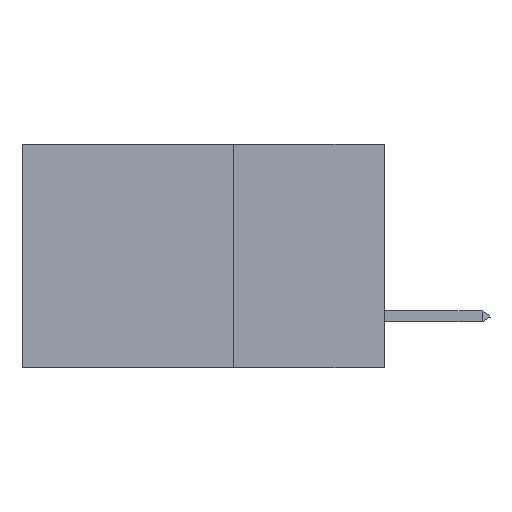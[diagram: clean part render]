
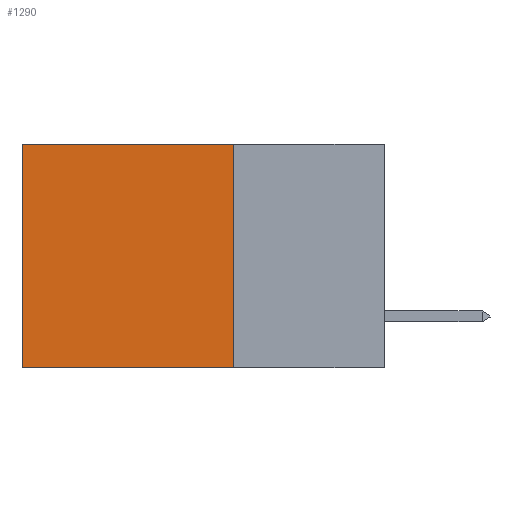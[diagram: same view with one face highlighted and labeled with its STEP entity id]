
A CAD part, left-side view. The second image highlights one B-rep face of the part: STEP entity #1290.
In plain terms, the highlighted planar face has unit normal (-1, 0, 0).
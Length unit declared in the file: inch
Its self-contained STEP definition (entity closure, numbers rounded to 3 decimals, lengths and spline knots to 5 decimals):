
#1290 = ADVANCED_FACE ( 'NONE', ( #25602 ), #9826, .F. ) ;
#1444 = DIRECTION ( 'NONE',  ( 0., 1., 0. ) ) ;
#2040 = VECTOR ( 'NONE', #1444, 39.37008 ) ;
#2366 = DIRECTION ( 'NONE',  ( 0., 1., 0. ) ) ;
#2497 = CARTESIAN_POINT ( 'NONE',  ( 0.2875, 0.6, 0. ) ) ;
#5321 = DIRECTION ( 'NONE',  ( 0., 0., -1. ) ) ;
#7856 = CARTESIAN_POINT ( 'NONE',  ( 0.2875, 0.25, 0. ) ) ;
#9826 = PLANE ( 'NONE',  #25336 ) ;
#10711 = CARTESIAN_POINT ( 'NONE',  ( 0.2875, 0.6, -0.37 ) ) ;
#10715 = CARTESIAN_POINT ( 'NONE',  ( 0.2875, 0.25, 0. ) ) ;
#10759 = VECTOR ( 'NONE', #5321, 39.37008 ) ;
#10873 = ORIENTED_EDGE ( 'NONE', *, *, #22825, .F. ) ;
#11648 = LINE ( 'NONE', #2497, #10759 ) ;
#11848 = CARTESIAN_POINT ( 'NONE',  ( 0.2875, 0.25, -0.37 ) ) ;
#12965 = VERTEX_POINT ( 'NONE', #11848 ) ;
#14028 = VERTEX_POINT ( 'NONE', #27960 ) ;
#15618 = ORIENTED_EDGE ( 'NONE', *, *, #33527, .T. ) ;
#16600 = DIRECTION ( 'NONE',  ( 0., 0., -1. ) ) ;
#16680 = VECTOR ( 'NONE', #16600, 39.37008 ) ;
#17224 = LINE ( 'NONE', #25074, #23828 ) ;
#17228 = VERTEX_POINT ( 'NONE', #10711 ) ;
#17588 = LINE ( 'NONE', #10715, #16680 ) ;
#18585 = CARTESIAN_POINT ( 'NONE',  ( 0.2875, 0.25, -0.37 ) ) ;
#22825 = EDGE_CURVE ( 'NONE', #12965, #17228, #23852, .T. ) ;
#23828 = VECTOR ( 'NONE', #2366, 39.37008 ) ;
#23852 = LINE ( 'NONE', #18585, #2040 ) ;
#25074 = CARTESIAN_POINT ( 'NONE',  ( 0.2875, 0.25, 0. ) ) ;
#25336 = AXIS2_PLACEMENT_3D ( 'NONE', #7856, #25983, #27531 ) ;
#25602 = FACE_OUTER_BOUND ( 'NONE', #31506, .T. ) ;
#25983 = DIRECTION ( 'NONE',  ( 1., 0., 0. ) ) ;
#26091 = EDGE_CURVE ( 'NONE', #14028, #12965, #17588, .T. ) ;
#27175 = ORIENTED_EDGE ( 'NONE', *, *, #27314, .T. ) ;
#27314 = EDGE_CURVE ( 'NONE', #36145, #17228, #11648, .T. ) ;
#27531 = DIRECTION ( 'NONE',  ( 0., 0., -1. ) ) ;
#27960 = CARTESIAN_POINT ( 'NONE',  ( 0.2875, 0.25, 0. ) ) ;
#30721 = CARTESIAN_POINT ( 'NONE',  ( 0.2875, 0.6, 0. ) ) ;
#31506 = EDGE_LOOP ( 'NONE', ( #27175, #10873, #35219, #15618 ) ) ;
#33527 = EDGE_CURVE ( 'NONE', #14028, #36145, #17224, .T. ) ;
#35219 = ORIENTED_EDGE ( 'NONE', *, *, #26091, .F. ) ;
#36145 = VERTEX_POINT ( 'NONE', #30721 ) ;
